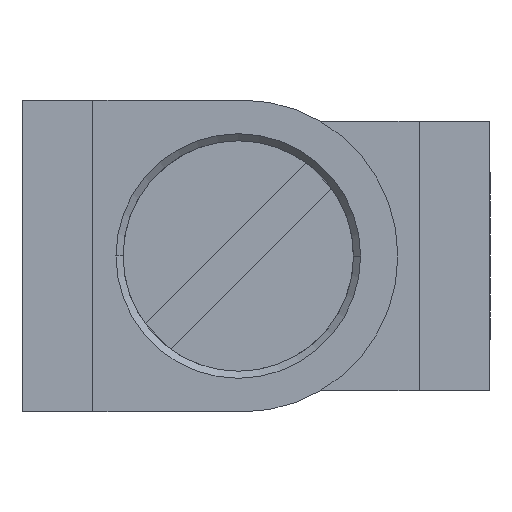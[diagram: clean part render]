
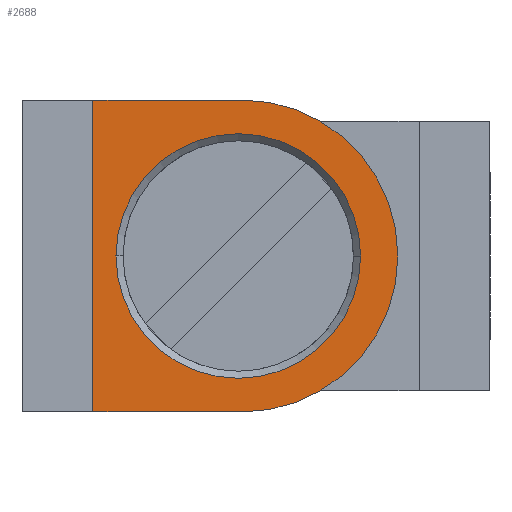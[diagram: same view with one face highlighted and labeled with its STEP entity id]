
A CAD part, front view. The second image highlights one B-rep face of the part: STEP entity #2688.
In plain terms, the highlighted planar face has unit normal (0, -1, 0).
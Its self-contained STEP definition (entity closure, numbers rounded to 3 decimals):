
#12 = DIRECTION ( 'NONE',  ( 0., 0., -1. ) ) ;
#30 = CARTESIAN_POINT ( 'NONE',  ( 2., -15.5, 4.4 ) ) ;
#85 = VERTEX_POINT ( 'NONE', #649 ) ;
#116 = CIRCLE ( 'NONE', #534, 3.45 ) ;
#159 = CARTESIAN_POINT ( 'NONE',  ( 2., -15.5, 4.4 ) ) ;
#167 = DIRECTION ( 'NONE',  ( 1., 0., 0. ) ) ;
#171 = DIRECTION ( 'NONE',  ( 0., -1., 0. ) ) ;
#175 = CARTESIAN_POINT ( 'NONE',  ( 6.1, -15.5, 0. ) ) ;
#230 = DIRECTION ( 'NONE',  ( 0., 1., 0. ) ) ;
#247 = EDGE_CURVE ( 'NONE', #2918, #1227, #3291, .T. ) ;
#341 = CARTESIAN_POINT ( 'NONE',  ( 6.2, -15.5, -4.4 ) ) ;
#397 = CARTESIAN_POINT ( 'NONE',  ( 2.65, -15.5, 0. ) ) ;
#534 = AXIS2_PLACEMENT_3D ( 'NONE', #1692, #1687, #1683 ) ;
#539 = ORIENTED_EDGE ( 'NONE', *, *, #2156, .F. ) ;
#552 = DIRECTION ( 'NONE',  ( -1., 0., 0. ) ) ;
#601 = CARTESIAN_POINT ( 'NONE',  ( 10.6, -15.5, 4.4 ) ) ;
#649 = CARTESIAN_POINT ( 'NONE',  ( 9.55, -15.5, 0. ) ) ;
#758 = ORIENTED_EDGE ( 'NONE', *, *, #1373, .T. ) ;
#762 = ORIENTED_EDGE ( 'NONE', *, *, #247, .T. ) ;
#766 = ORIENTED_EDGE ( 'NONE', *, *, #1203, .F. ) ;
#850 = VERTEX_POINT ( 'NONE', #397 ) ;
#962 = VERTEX_POINT ( 'NONE', #341 ) ;
#1183 = CIRCLE ( 'NONE', #1810, 3.45 ) ;
#1203 = EDGE_CURVE ( 'NONE', #850, #85, #1183, .T. ) ;
#1213 = LINE ( 'NONE', #2581, #1217 ) ;
#1217 = VECTOR ( 'NONE', #2960, 1000. ) ;
#1227 = VERTEX_POINT ( 'NONE', #159 ) ;
#1256 = AXIS2_PLACEMENT_3D ( 'NONE', #3447, #230, #1956 ) ;
#1351 = EDGE_LOOP ( 'NONE', ( #3429, #762, #758, #539 ) ) ;
#1373 = EDGE_CURVE ( 'NONE', #1227, #2818, #3094, .T. ) ;
#1615 = EDGE_CURVE ( 'NONE', #2918, #962, #1678, .T. ) ;
#1678 = CIRCLE ( 'NONE', #2395, 4.4 ) ;
#1683 = DIRECTION ( 'NONE',  ( 1., 0., 0. ) ) ;
#1687 = DIRECTION ( 'NONE',  ( 0., -1., 0. ) ) ;
#1692 = CARTESIAN_POINT ( 'NONE',  ( 6.1, -15.5, 0. ) ) ;
#1810 = AXIS2_PLACEMENT_3D ( 'NONE', #175, #171, #167 ) ;
#1858 = PLANE ( 'NONE',  #1256 ) ;
#1956 = DIRECTION ( 'NONE',  ( 0., 0., 1. ) ) ;
#2122 = FACE_BOUND ( 'NONE', #3480, .T. ) ;
#2131 = FACE_OUTER_BOUND ( 'NONE', #1351, .T. ) ;
#2156 = EDGE_CURVE ( 'NONE', #962, #2818, #1213, .T. ) ;
#2395 = AXIS2_PLACEMENT_3D ( 'NONE', #2993, #3034, #3025 ) ;
#2537 = VECTOR ( 'NONE', #12, 1000. ) ;
#2581 = CARTESIAN_POINT ( 'NONE',  ( 10.6, -15.5, -4.4 ) ) ;
#2688 = ADVANCED_FACE ( 'NONE', ( #2131, #2122 ), #1858, .F. ) ;
#2818 = VERTEX_POINT ( 'NONE', #3356 ) ;
#2918 = VERTEX_POINT ( 'NONE', #3144 ) ;
#2960 = DIRECTION ( 'NONE',  ( -1., 0., 0. ) ) ;
#2993 = CARTESIAN_POINT ( 'NONE',  ( 6.2, -15.5, 0. ) ) ;
#3025 = DIRECTION ( 'NONE',  ( 0., 0., -1. ) ) ;
#3034 = DIRECTION ( 'NONE',  ( 0., 1., 0. ) ) ;
#3094 = LINE ( 'NONE', #30, #2537 ) ;
#3134 = EDGE_CURVE ( 'NONE', #85, #850, #116, .T. ) ;
#3144 = CARTESIAN_POINT ( 'NONE',  ( 6.2, -15.5, 4.4 ) ) ;
#3252 = ORIENTED_EDGE ( 'NONE', *, *, #3134, .F. ) ;
#3291 = LINE ( 'NONE', #601, #3424 ) ;
#3356 = CARTESIAN_POINT ( 'NONE',  ( 2., -15.5, -4.4 ) ) ;
#3424 = VECTOR ( 'NONE', #552, 1000. ) ;
#3429 = ORIENTED_EDGE ( 'NONE', *, *, #1615, .F. ) ;
#3447 = CARTESIAN_POINT ( 'NONE',  ( 2., -15.5, 4.4 ) ) ;
#3480 = EDGE_LOOP ( 'NONE', ( #3252, #766 ) ) ;
